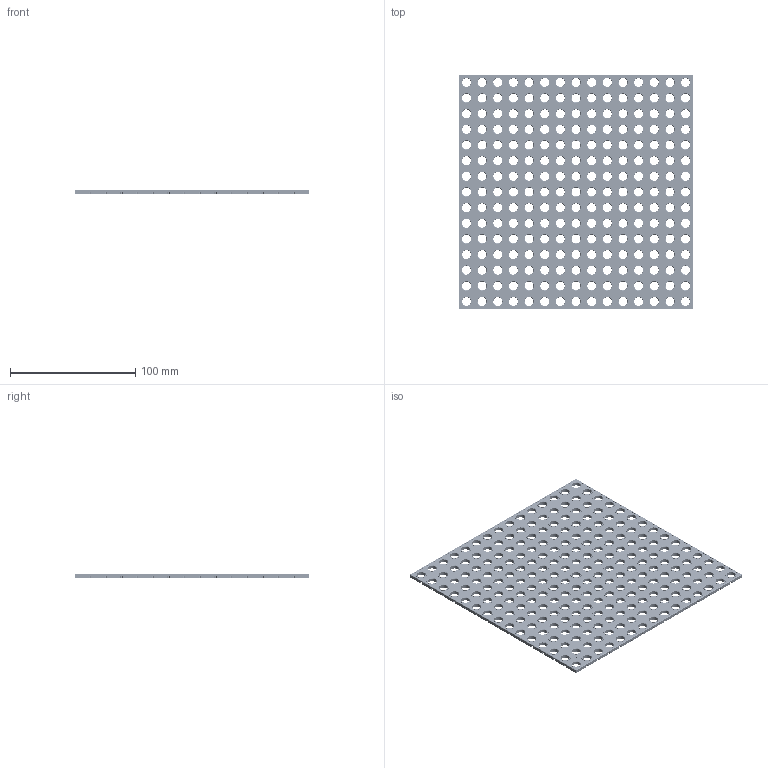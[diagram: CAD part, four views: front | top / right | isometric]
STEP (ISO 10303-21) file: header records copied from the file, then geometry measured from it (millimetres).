
FILE_DESCRIPTION(('FreeCAD Model'),'2;1');
FILE_NAME('Open CASCADE Shape Model','2024-02-25T16:48:51',(''),(''), 'Open CASCADE STEP processor 7.6','FreeCAD','Unknown');
FILE_SCHEMA(('AUTOMOTIVE_DESIGN { 1 0 10303 214 1 1 1 1 }'));
Products named in the file (1): Plate SQR CRNS BU15x00.25 - SPN-PLT-0074 (stemfie.org)
Bounding box: 187.5 x 187.5 x 3.12 mm (x, y, z)
Volume: 76616.8 mm3; surface area: 72046.9 mm2
Topology: 1 solids, 1 shells, 2517 faces, 6313 edges, 4056 vertices
Faces by surface type: plane 1115, cylinder 842, cone 450, extrusion 110
Full cylindrical faces by diameter (mm): 7 x225, 9.2 x225
Entity records: 159814 total; most frequent: CARTESIAN_POINT 30805, DIRECTION 24441, VECTOR 14123, LINE 14013, ORIENTED_EDGE 12626, PCURVE 12626, DEFINITIONAL_REPRESENTATION 12626, EDGE_CURVE 6313
